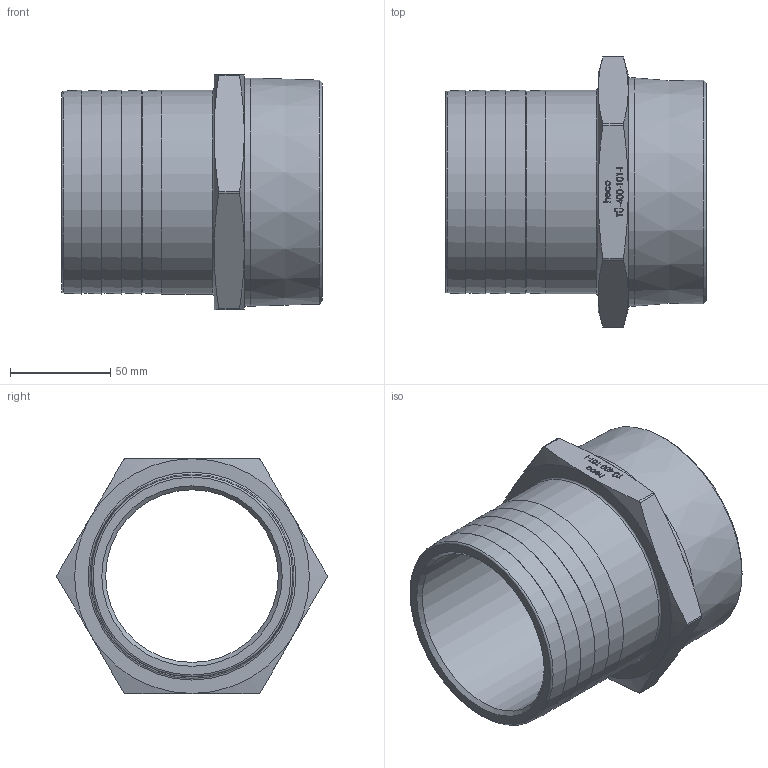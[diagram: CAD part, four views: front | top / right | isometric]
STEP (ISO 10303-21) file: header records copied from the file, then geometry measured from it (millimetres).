
FILE_DESCRIPTION (( 'STEP AP214' ), '1' );
FILE_NAME ('heco TÜ-400-101-I.STEP', '2016-01-13T10:30:56', ( 'test' ), ( '' ), 'SwSTEP 2.0', 'SolidWorks 2011', '' );
FILE_SCHEMA (( 'AUTOMOTIVE_DESIGN' ));
Length unit declared in the file: millimetre
Products named in the file (1): heco TÜ-400-101-I
Bounding box: 130 x 134.8 x 117.1 mm (x, y, z)
Volume: 358525.1 mm3; surface area: 90324.6 mm2
Topology: 1 solids, 1 shells, 226 faces, 558 edges, 364 vertices
Faces by surface type: plane 106, bspline 77, cone 22, torus 11, cylinder 10
Full cylindrical faces by diameter (mm): 86 x1, 95 x1, 101.6 x1, 113.68 x1
Entity records: 12775 total; most frequent: CARTESIAN_POINT 6305, ORIENTED_EDGE 1054, DIRECTION 681, EDGE_CURVE 527, VERTEX_POINT 358, VECTOR 293, LINE 293, EDGE_LOOP 283
